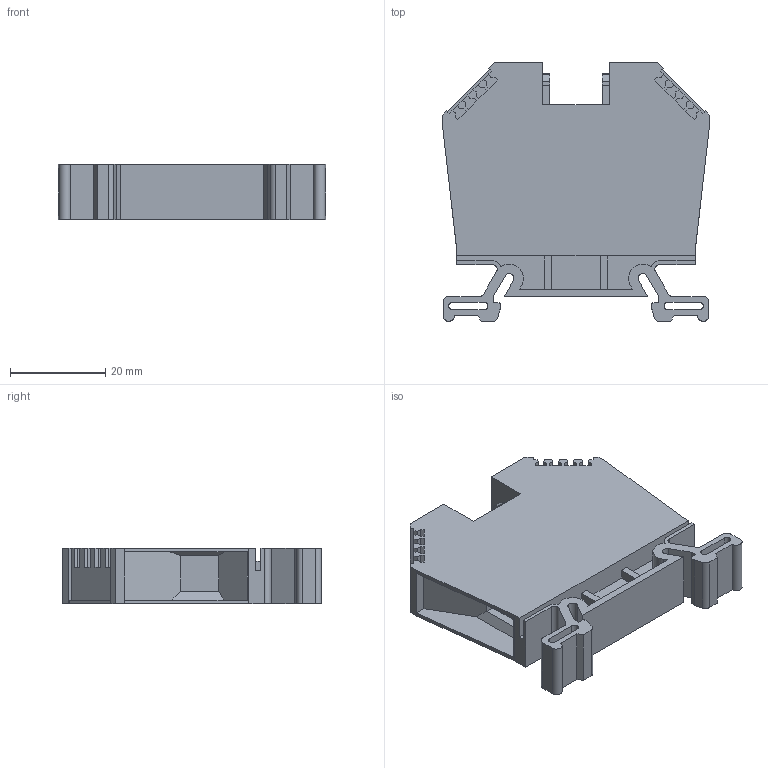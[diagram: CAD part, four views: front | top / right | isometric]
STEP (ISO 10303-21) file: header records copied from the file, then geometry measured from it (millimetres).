
FILE_DESCRIPTION (( 'STEP AP214' ), '1' );
FILE_NAME ('43403_DN-T4.STEP', '2014-05-14T15:18:28', ( '' ), ( '' ), 'SwSTEP 2.0', 'SolidWorks 2013', '' );
FILE_SCHEMA (( 'AUTOMOTIVE_DESIGN' ));
Length unit declared in the file: millimetre
Products named in the file (1): 43403_DN-T4
Bounding box: 56 x 54.2 x 11.7 mm (x, y, z)
Volume: 20166.2 mm3; surface area: 11878.1 mm2
Topology: 1 solids, 4 shells, 309 faces, 858 edges, 568 vertices
Faces by surface type: plane 231, cylinder 46, bspline 20, cone 12
Entity records: 13529 total; most frequent: CARTESIAN_POINT 2320, ORIENTED_EDGE 1716, DIRECTION 1534, EDGE_CURVE 858, VECTOR 686, LINE 686, VERTEX_POINT 568, AXIS2_PLACEMENT_3D 424
